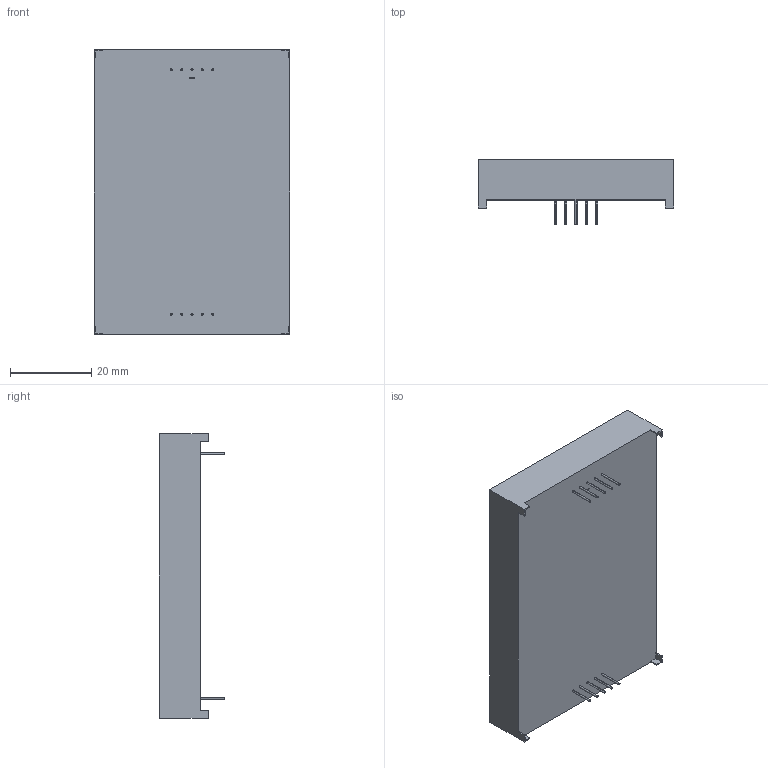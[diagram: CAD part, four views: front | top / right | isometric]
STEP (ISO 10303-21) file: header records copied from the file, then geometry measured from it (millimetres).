
FILE_DESCRIPTION (( 'STEP AP214' ), '1' );
FILE_NAME ('XDxx57.STEP', '2015-09-01T22:46:05', ( '' ), ( '' ), 'SwSTEP 2.0', 'SolidWorks 2012', '' );
FILE_SCHEMA (( 'AUTOMOTIVE_DESIGN' ));
Length unit declared in the file: millimetre
Products named in the file (1): XDxx57
Bounding box: 48 x 16 x 70 mm (x, y, z)
Volume: 33528.4 mm3; surface area: 9280.2 mm2
Topology: 1 solids, 1 shells, 281 faces, 735 edges, 490 vertices
Faces by surface type: plane 194, bspline 65, cylinder 22
Entity records: 14191 total; most frequent: CARTESIAN_POINT 5228, ORIENTED_EDGE 1470, DIRECTION 1083, EDGE_CURVE 735, LINE 561, VECTOR 561, VERTEX_POINT 490, EDGE_LOOP 315
